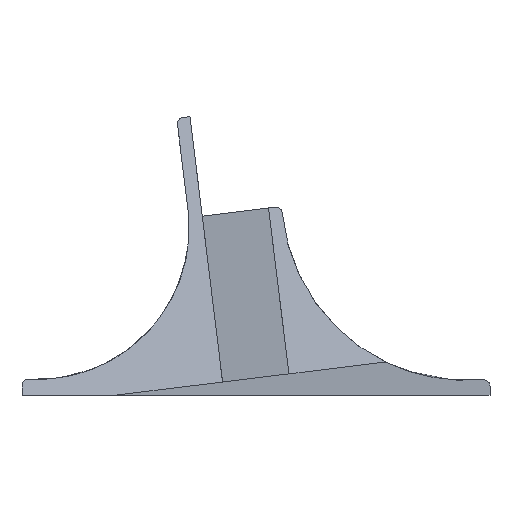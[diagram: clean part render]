
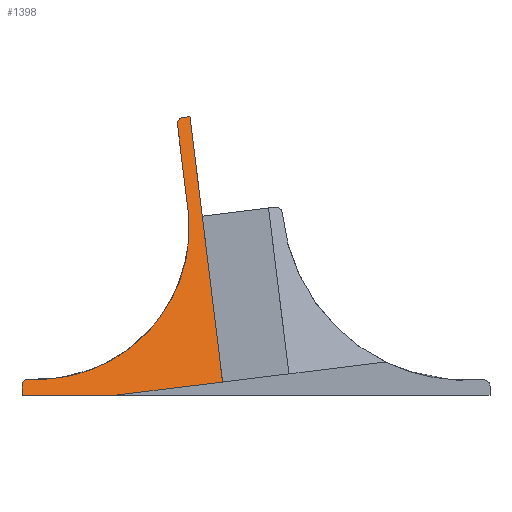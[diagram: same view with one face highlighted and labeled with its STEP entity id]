
A CAD part, front view. The second image highlights one B-rep face of the part: STEP entity #1398.
In plain terms, the highlighted planar face has unit normal (-0.049, -0.915, 0.4).
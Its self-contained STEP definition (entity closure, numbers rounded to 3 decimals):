
#24=ELLIPSE('',#1506,2.185,2.);
#25=ELLIPSE('',#1510,49.557,45.36);
#28=ELLIPSE('',#1557,2.185,2.);
#110=PLANE('',#1559);
#190=FACE_OUTER_BOUND('',#310,.T.);
#310=EDGE_LOOP('',(#1272,#1273,#1274,#1275,#1276,#1277,#1278,#1279,#1280));
#428=LINE('',#2476,#534);
#432=LINE('',#2486,#538);
#436=LINE('',#2493,#542);
#464=LINE('',#2734,#570);
#467=LINE('',#2743,#573);
#469=LINE('',#2747,#575);
#534=VECTOR('',#1807,10.);
#538=VECTOR('',#1817,10.);
#542=VECTOR('',#1823,10.);
#570=VECTOR('',#1935,10.);
#573=VECTOR('',#1946,10.);
#575=VECTOR('',#1950,10.);
#672=VERTEX_POINT('',#2473);
#673=VERTEX_POINT('',#2475);
#674=VERTEX_POINT('',#2479);
#675=VERTEX_POINT('',#2483);
#676=VERTEX_POINT('',#2485);
#679=VERTEX_POINT('',#2495);
#713=VERTEX_POINT('',#2733);
#715=VERTEX_POINT('',#2742);
#716=VERTEX_POINT('',#2746);
#834=EDGE_CURVE('',#672,#673,#428,.T.);
#836=EDGE_CURVE('',#673,#674,#24,.T.);
#839=EDGE_CURVE('',#675,#676,#432,.T.);
#843=EDGE_CURVE('',#674,#675,#436,.T.);
#844=EDGE_CURVE('',#679,#672,#25,.T.);
#895=EDGE_CURVE('',#676,#713,#464,.T.);
#900=EDGE_CURVE('',#713,#715,#467,.T.);
#902=EDGE_CURVE('',#715,#716,#469,.T.);
#904=EDGE_CURVE('',#716,#679,#28,.T.);
#1272=ORIENTED_EDGE('',*,*,#895,.F.);
#1273=ORIENTED_EDGE('',*,*,#839,.F.);
#1274=ORIENTED_EDGE('',*,*,#843,.F.);
#1275=ORIENTED_EDGE('',*,*,#836,.F.);
#1276=ORIENTED_EDGE('',*,*,#834,.F.);
#1277=ORIENTED_EDGE('',*,*,#844,.F.);
#1278=ORIENTED_EDGE('',*,*,#904,.F.);
#1279=ORIENTED_EDGE('',*,*,#902,.F.);
#1280=ORIENTED_EDGE('',*,*,#900,.F.);
#1398=ADVANCED_FACE('',(#190),#110,.F.);
#1506=AXIS2_PLACEMENT_3D('',#2480,#1811,#1812);
#1510=AXIS2_PLACEMENT_3D('',#2496,#1826,#1827);
#1557=AXIS2_PLACEMENT_3D('',#2750,#1954,#1955);
#1559=AXIS2_PLACEMENT_3D('',#2752,#1958,#1959);
#1807=DIRECTION('',(-0.112,0.403,0.908));
#1811=DIRECTION('center_axis',(0.049,0.915,-0.4));
#1812=DIRECTION('ref_axis',(-0.112,0.403,0.908));
#1817=DIRECTION('',(0.112,-0.403,-0.908));
#1823=DIRECTION('',(0.993,0.,0.122));
#1826=DIRECTION('center_axis',(-0.049,-0.915,0.4));
#1827=DIRECTION('ref_axis',(0.112,-0.403,-0.908));
#1935=DIRECTION('',(-0.993,0.,-0.122));
#1946=DIRECTION('',(-0.999,0.054,0.));
#1950=DIRECTION('',(0.,0.4,0.916));
#1954=DIRECTION('center_axis',(0.049,0.915,-0.4));
#1955=DIRECTION('ref_axis',(-0.112,0.403,0.908));
#1958=DIRECTION('center_axis',(0.049,0.915,-0.4));
#1959=DIRECTION('ref_axis',(0.,0.4,0.916));
#2473=CARTESIAN_POINT('',(-10.064,-75.,49.14));
#2475=CARTESIAN_POINT('',(-13.476,-62.68,76.931));
#2476=CARTESIAN_POINT('',(-11.889,-68.408,64.009));
#2479=CARTESIAN_POINT('',(-11.735,-61.8,79.16));
#2480=CARTESIAN_POINT('Origin',(-11.491,-62.68,77.175));
#2483=CARTESIAN_POINT('',(-9.75,-61.8,79.404));
#2485=CARTESIAN_POINT('',(0.,-97.,0.));
#2486=CARTESIAN_POINT('',(-3.937,-82.785,32.066));
#2493=CARTESIAN_POINT('',(-2.544,-61.8,80.288));
#2495=CARTESIAN_POINT('',(-57.887,-93.533,0.831));
#2496=CARTESIAN_POINT('Origin',(-55.323,-73.893,46.118));
#2733=CARTESIAN_POINT('',(-32.577,-97.,-4.));
#2734=CARTESIAN_POINT('',(13.6,-97.,1.67));
#2742=CARTESIAN_POINT('',(-60.,-95.53,-4.));
#2743=CARTESIAN_POINT('',(-27.508,-97.272,-4.));
#2746=CARTESIAN_POINT('',(-60.,-94.292,-1.166));
#2747=CARTESIAN_POINT('',(-60.,-80.15,31.217));
#2750=CARTESIAN_POINT('Origin',(-58.,-94.399,-1.166));
#2752=CARTESIAN_POINT('Origin',(9.008,-77.491,45.777));
